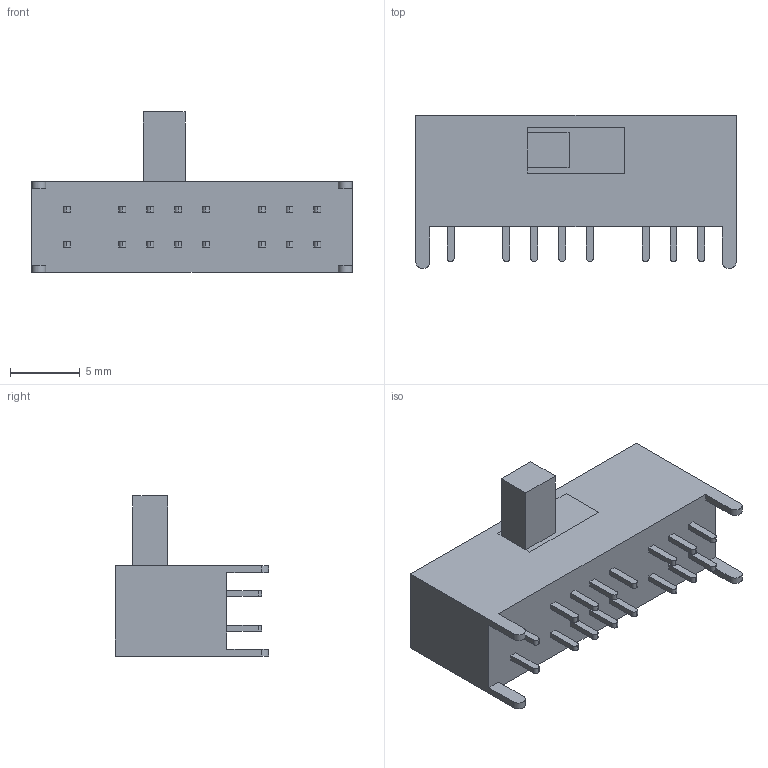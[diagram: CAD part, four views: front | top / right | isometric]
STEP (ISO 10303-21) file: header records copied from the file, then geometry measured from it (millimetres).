
FILE_DESCRIPTION(('FreeCAD Model'),'2;1');
FILE_NAME('EG4319.step','2020-08-14T19:22:18',('Author'),(''), 'Open CASCADE STEP processor 7.3','FreeCAD','Unknown');
FILE_SCHEMA(('AUTOMOTIVE_DESIGN { 1 0 10303 214 1 1 1 1 }'));
Length unit declared in the file: millimetre
Products named in the file (1): EG4319_E-SWITCH
Bounding box: 23 x 11 x 11.5 mm (x, y, z)
Volume: 1247.1 mm3; surface area: 930.1 mm2
Topology: 1 solids, 1 shells, 120 faces, 305 edges, 204 vertices
Faces by surface type: plane 84, cylinder 36
Entity records: 8545 total; most frequent: CARTESIAN_POINT 1456, DIRECTION 1193, LINE 771, VECTOR 771, ORIENTED_EDGE 610, PCURVE 610, DEFINITIONAL_REPRESENTATION 610, EDGE_CURVE 305
